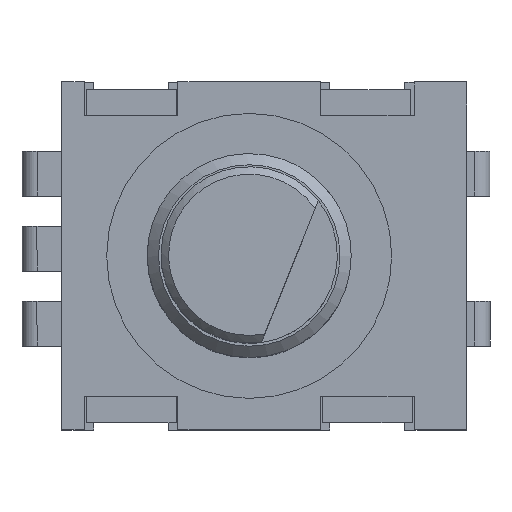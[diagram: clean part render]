
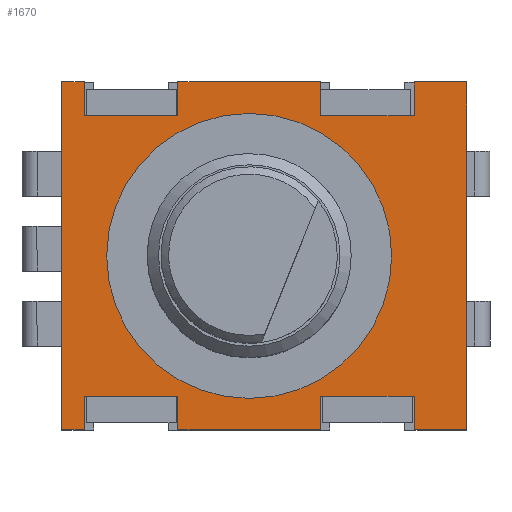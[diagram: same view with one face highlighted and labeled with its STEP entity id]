
A CAD part, top view. The second image highlights one B-rep face of the part: STEP entity #1670.
In plain terms, the highlighted planar face has unit normal (0, 0, 1).
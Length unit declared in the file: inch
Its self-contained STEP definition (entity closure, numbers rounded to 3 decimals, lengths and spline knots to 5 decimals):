
#121=FACE_BOUND('',#303,.T.);
#138=CIRCLE('',#1774,0.19);
#207=FACE_OUTER_BOUND('',#302,.T.);
#302=EDGE_LOOP('',(#1345,#1346,#1347,#1348,#1349,#1350,#1351,#1352,#1353,
#1354,#1355,#1356,#1357,#1358,#1359,#1360,#1361,#1362,#1363,#1364));
#303=EDGE_LOOP('',(#1365));
#371=LINE('',#2369,#573);
#376=LINE('',#2379,#578);
#379=LINE('',#2385,#581);
#406=LINE('',#2436,#608);
#417=LINE('',#2458,#619);
#422=LINE('',#2468,#624);
#429=LINE('',#2483,#631);
#433=LINE('',#2489,#635);
#435=LINE('',#2492,#637);
#436=LINE('',#2496,#638);
#439=LINE('',#2502,#641);
#442=LINE('',#2506,#644);
#443=LINE('',#2510,#645);
#445=LINE('',#2514,#647);
#447=LINE('',#2517,#649);
#448=LINE('',#2521,#650);
#451=LINE('',#2525,#653);
#452=LINE('',#2527,#654);
#457=LINE('',#2571,#659);
#458=LINE('',#2573,#660);
#573=VECTOR('',#1888,0.07);
#578=VECTOR('',#1895,0.03);
#581=VECTOR('',#1900,0.19);
#608=VECTOR('',#1937,0.03);
#619=VECTOR('',#1956,0.07);
#624=VECTOR('',#1963,0.19);
#631=VECTOR('',#1976,0.125);
#635=VECTOR('',#1982,0.045);
#637=VECTOR('',#1986,0.045);
#638=VECTOR('',#1991,0.045);
#641=VECTOR('',#1996,0.125);
#644=VECTOR('',#2001,0.045);
#645=VECTOR('',#2006,0.045);
#647=VECTOR('',#2010,0.125);
#649=VECTOR('',#2014,0.045);
#650=VECTOR('',#2017,0.125);
#653=VECTOR('',#2022,0.045);
#654=VECTOR('',#2025,0.045);
#659=VECTOR('',#2080,0.464);
#660=VECTOR('',#2083,0.464);
#772=VERTEX_POINT('',#2366);
#773=VERTEX_POINT('',#2368);
#776=VERTEX_POINT('',#2376);
#777=VERTEX_POINT('',#2378);
#778=VERTEX_POINT('',#2382);
#779=VERTEX_POINT('',#2384);
#797=VERTEX_POINT('',#2433);
#798=VERTEX_POINT('',#2435);
#804=VERTEX_POINT('',#2455);
#805=VERTEX_POINT('',#2457);
#808=VERTEX_POINT('',#2465);
#809=VERTEX_POINT('',#2467);
#813=VERTEX_POINT('',#2481);
#814=VERTEX_POINT('',#2482);
#816=VERTEX_POINT('',#2495);
#818=VERTEX_POINT('',#2501);
#819=VERTEX_POINT('',#2509);
#820=VERTEX_POINT('',#2513);
#821=VERTEX_POINT('',#2519);
#822=VERTEX_POINT('',#2520);
#836=VERTEX_POINT('',#2567);
#922=EDGE_CURVE('',#773,#772,#371,.T.);
#927=EDGE_CURVE('',#777,#776,#376,.T.);
#930=EDGE_CURVE('',#779,#778,#379,.T.);
#957=EDGE_CURVE('',#798,#797,#406,.T.);
#968=EDGE_CURVE('',#805,#804,#417,.T.);
#973=EDGE_CURVE('',#809,#808,#422,.T.);
#980=EDGE_CURVE('',#813,#814,#429,.T.);
#984=EDGE_CURVE('',#772,#813,#433,.T.);
#986=EDGE_CURVE('',#814,#779,#435,.T.);
#987=EDGE_CURVE('',#816,#809,#436,.T.);
#990=EDGE_CURVE('',#818,#816,#439,.T.);
#993=EDGE_CURVE('',#797,#818,#442,.T.);
#994=EDGE_CURVE('',#819,#805,#443,.T.);
#996=EDGE_CURVE('',#820,#819,#445,.T.);
#998=EDGE_CURVE('',#808,#820,#447,.T.);
#999=EDGE_CURVE('',#821,#822,#448,.T.);
#1002=EDGE_CURVE('',#778,#821,#451,.T.);
#1003=EDGE_CURVE('',#822,#777,#452,.T.);
#1021=EDGE_CURVE('',#836,#836,#138,.T.);
#1022=EDGE_CURVE('',#776,#798,#457,.T.);
#1023=EDGE_CURVE('',#804,#773,#458,.T.);
#1345=ORIENTED_EDGE('',*,*,#986,.T.);
#1346=ORIENTED_EDGE('',*,*,#930,.T.);
#1347=ORIENTED_EDGE('',*,*,#1002,.T.);
#1348=ORIENTED_EDGE('',*,*,#999,.T.);
#1349=ORIENTED_EDGE('',*,*,#1003,.T.);
#1350=ORIENTED_EDGE('',*,*,#927,.T.);
#1351=ORIENTED_EDGE('',*,*,#1022,.T.);
#1352=ORIENTED_EDGE('',*,*,#957,.T.);
#1353=ORIENTED_EDGE('',*,*,#993,.T.);
#1354=ORIENTED_EDGE('',*,*,#990,.T.);
#1355=ORIENTED_EDGE('',*,*,#987,.T.);
#1356=ORIENTED_EDGE('',*,*,#973,.T.);
#1357=ORIENTED_EDGE('',*,*,#998,.T.);
#1358=ORIENTED_EDGE('',*,*,#996,.T.);
#1359=ORIENTED_EDGE('',*,*,#994,.T.);
#1360=ORIENTED_EDGE('',*,*,#968,.T.);
#1361=ORIENTED_EDGE('',*,*,#1023,.T.);
#1362=ORIENTED_EDGE('',*,*,#922,.T.);
#1363=ORIENTED_EDGE('',*,*,#984,.T.);
#1364=ORIENTED_EDGE('',*,*,#980,.T.);
#1365=ORIENTED_EDGE('',*,*,#1021,.T.);
#1587=PLANE('',#1778);
#1670=ADVANCED_FACE('',(#207,#121),#1587,.T.);
#1774=AXIS2_PLACEMENT_3D('',#2568,#2074,#2075);
#1778=AXIS2_PLACEMENT_3D('',#2574,#2084,#2085);
#1888=DIRECTION('',(-1.,0.,0.));
#1895=DIRECTION('',(-1.,0.,0.));
#1900=DIRECTION('',(-1.,0.,0.));
#1937=DIRECTION('',(1.,0.,0.));
#1956=DIRECTION('',(1.,0.,0.));
#1963=DIRECTION('',(1.,0.,0.));
#1976=DIRECTION('',(-1.,0.,0.));
#1982=DIRECTION('',(0.,-1.,0.));
#1986=DIRECTION('',(0.,1.,0.));
#1991=DIRECTION('',(0.,-1.,0.));
#1996=DIRECTION('',(1.,0.,0.));
#2001=DIRECTION('',(0.,1.,0.));
#2006=DIRECTION('',(0.,-1.,0.));
#2010=DIRECTION('',(1.,0.,0.));
#2014=DIRECTION('',(0.,1.,0.));
#2017=DIRECTION('',(-1.,0.,0.));
#2022=DIRECTION('',(0.,-1.,0.));
#2025=DIRECTION('',(0.,1.,0.));
#2074=DIRECTION('center_axis',(0.,0.,-1.));
#2075=DIRECTION('ref_axis',(-1.,0.,0.));
#2080=DIRECTION('',(0.,-1.,0.));
#2083=DIRECTION('',(0.,1.,0.));
#2084=DIRECTION('center_axis',(0.,0.,1.));
#2085=DIRECTION('ref_axis',(1.,0.,0.));
#2366=CARTESIAN_POINT('',(0.47,0.464,0.1));
#2368=CARTESIAN_POINT('',(0.54,0.464,0.1));
#2369=CARTESIAN_POINT('',(0.54,0.464,0.1));
#2376=CARTESIAN_POINT('',(0.,0.464,0.1));
#2378=CARTESIAN_POINT('',(0.03,0.464,0.1));
#2379=CARTESIAN_POINT('',(0.54,0.464,0.1));
#2382=CARTESIAN_POINT('',(0.155,0.464,0.1));
#2384=CARTESIAN_POINT('',(0.345,0.464,0.1));
#2385=CARTESIAN_POINT('',(0.54,0.464,0.1));
#2433=CARTESIAN_POINT('',(0.03,0.,0.1));
#2435=CARTESIAN_POINT('',(0.,0.,0.1));
#2436=CARTESIAN_POINT('',(0.,0.,0.1));
#2455=CARTESIAN_POINT('',(0.54,0.,0.1));
#2457=CARTESIAN_POINT('',(0.47,0.,0.1));
#2458=CARTESIAN_POINT('',(0.,0.,0.1));
#2465=CARTESIAN_POINT('',(0.345,0.,0.1));
#2467=CARTESIAN_POINT('',(0.155,0.,0.1));
#2468=CARTESIAN_POINT('',(0.,0.,0.1));
#2481=CARTESIAN_POINT('',(0.47,0.419,0.1));
#2482=CARTESIAN_POINT('',(0.345,0.419,0.1));
#2483=CARTESIAN_POINT('',(0.37,0.419,0.1));
#2489=CARTESIAN_POINT('',(0.47,0.348,0.1));
#2492=CARTESIAN_POINT('',(0.345,0.3255,0.1));
#2495=CARTESIAN_POINT('',(0.155,0.045,0.1));
#2496=CARTESIAN_POINT('',(0.155,0.1385,0.1));
#2501=CARTESIAN_POINT('',(0.03,0.045,0.1));
#2502=CARTESIAN_POINT('',(0.15,0.045,0.1));
#2506=CARTESIAN_POINT('',(0.03,0.116,0.1));
#2509=CARTESIAN_POINT('',(0.47,0.045,0.1));
#2510=CARTESIAN_POINT('',(0.47,0.1385,0.1));
#2513=CARTESIAN_POINT('',(0.345,0.045,0.1));
#2514=CARTESIAN_POINT('',(0.3075,0.045,0.1));
#2517=CARTESIAN_POINT('',(0.345,0.116,0.1));
#2519=CARTESIAN_POINT('',(0.155,0.419,0.1));
#2520=CARTESIAN_POINT('',(0.03,0.419,0.1));
#2521=CARTESIAN_POINT('',(0.2125,0.419,0.1));
#2525=CARTESIAN_POINT('',(0.155,0.348,0.1));
#2527=CARTESIAN_POINT('',(0.03,0.3255,0.1));
#2567=CARTESIAN_POINT('',(0.44,0.232,0.1));
#2568=CARTESIAN_POINT('Origin',(0.25,0.232,0.1));
#2571=CARTESIAN_POINT('',(0.,0.464,0.1));
#2573=CARTESIAN_POINT('',(0.54,0.,0.1));
#2574=CARTESIAN_POINT('Origin',(0.27,0.232,0.1));
